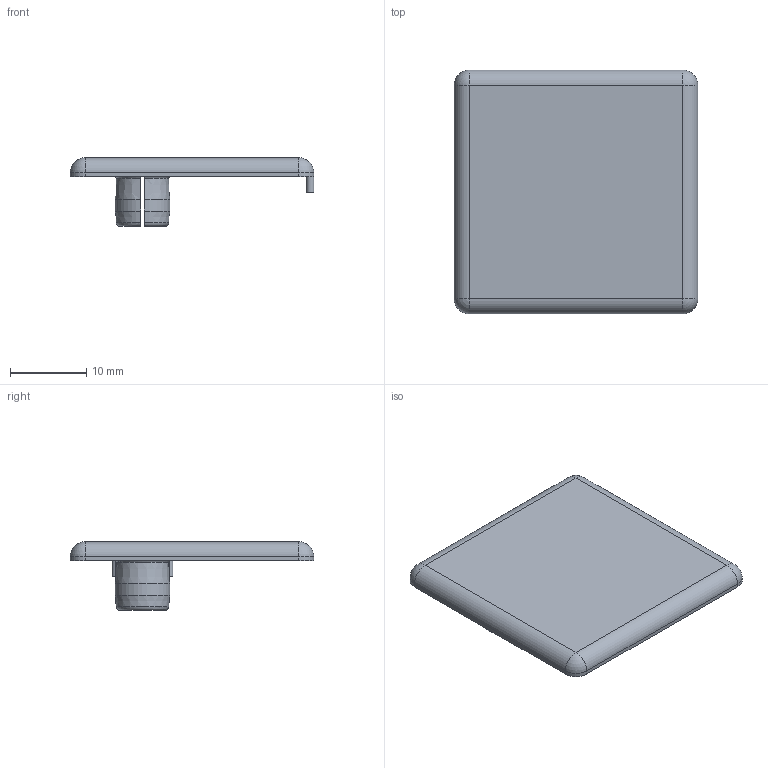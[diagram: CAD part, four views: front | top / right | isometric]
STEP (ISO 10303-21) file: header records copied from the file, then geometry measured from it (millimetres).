
FILE_DESCRIPTION(/* description */ (''),/* implementation_level */ '2;1');
FILE_NAME(/* name */ '223232.stp',/* time_stamp */ '2022-10-05T08:37:16+02:00',/* author */ ('aluteckkpl_am'),/* organization */ (''),/* preprocessor_version */ 'ST-DEVELOPER v18.1',/* originating_system */ 'Autodesk Inventor 2021',/* authorisation */ '');
FILE_SCHEMA (('CONFIG_CONTROL_DESIGN'));
Length unit declared in the file: millimetre
Products named in the file (2): 223232-ZP; 223232
Assembly tree (1 placements, depth 2):
  223232-ZP
    223232
Bounding box: 32 x 32 x 8.99 mm (x, y, z)
Volume: 2641 mm3; surface area: 2521 mm2
Topology: 1 solids, 1 shells, 40 faces, 100 edges, 60 vertices
Faces by surface type: cylinder 14, plane 12, cone 6, torus 4, sphere 4
Entity records: 1291 total; most frequent: CARTESIAN_POINT 303, DIRECTION 202, ORIENTED_EDGE 192, EDGE_CURVE 96, AXIS2_PLACEMENT_3D 79, VERTEX_POINT 60, LINE 44, VECTOR 44
